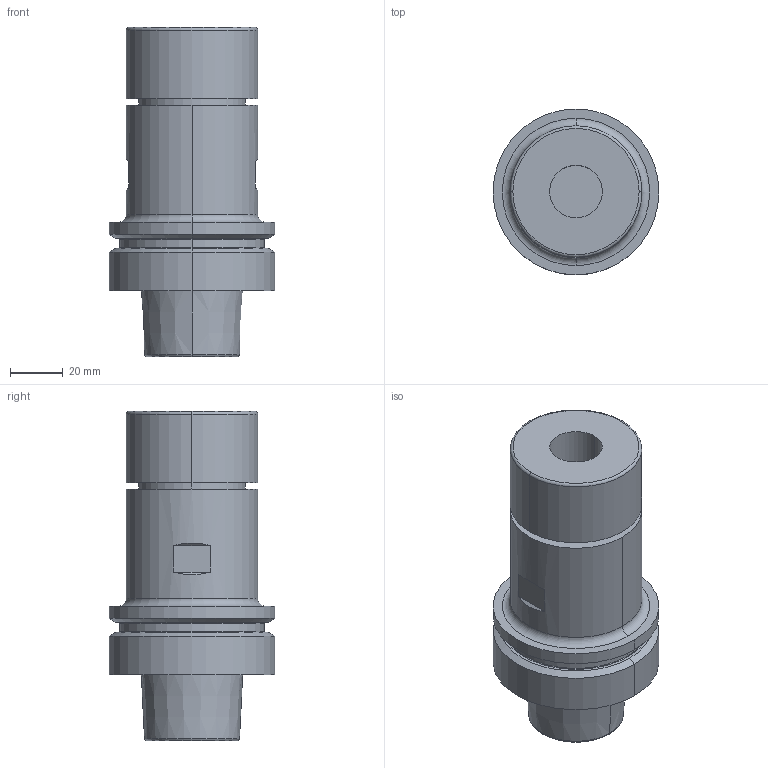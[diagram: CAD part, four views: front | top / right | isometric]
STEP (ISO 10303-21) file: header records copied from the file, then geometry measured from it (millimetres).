
FILE_DESCRIPTION (( 'STEP AP203' ), '1' );
FILE_NAME ('STP-5103-529-032-100-0.STEP', '2021-09-23T03:15:48', ( '' ), ( '' ), 'SwSTEP 2.0', 'SolidWorks 2017', '' );
FILE_SCHEMA (( 'CONFIG_CONTROL_DESIGN' ));
Length unit declared in the file: millimetre
Products named in the file (1): STP-5103-529-032-100-0
Bounding box: 63 x 63 x 125 mm (x, y, z)
Volume: 213508.7 mm3; surface area: 33707.2 mm2
Topology: 1 solids, 1 shells, 62 faces, 124 edges, 73 vertices
Faces by surface type: cylinder 22, plane 16, torus 12, cone 12
Entity records: 1679 total; most frequent: DIRECTION 320, CARTESIAN_POINT 270, ORIENTED_EDGE 244, AXIS2_PLACEMENT_3D 139, EDGE_CURVE 122, CIRCLE 76, EDGE_LOOP 73, VERTEX_POINT 73
